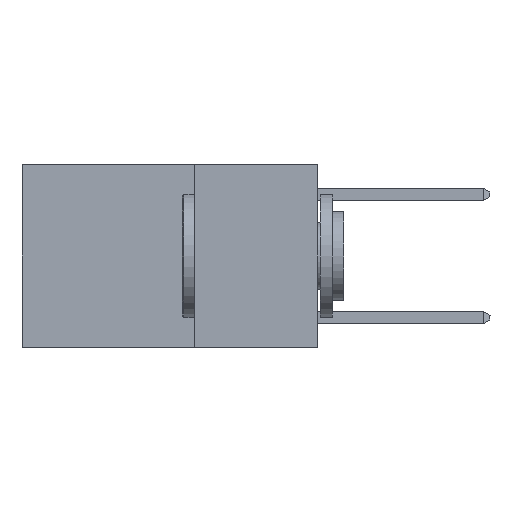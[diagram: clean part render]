
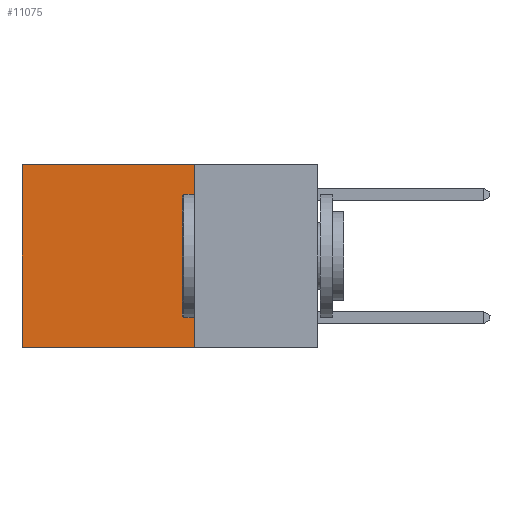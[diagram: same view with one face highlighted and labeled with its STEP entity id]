
A CAD part, left-side view. The second image highlights one B-rep face of the part: STEP entity #11075.
In plain terms, the highlighted planar face has unit normal (-1, 0, 0).
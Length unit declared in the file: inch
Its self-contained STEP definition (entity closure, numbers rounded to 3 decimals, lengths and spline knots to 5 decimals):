
#78 = VERTEX_POINT ( 'NONE', #3162 ) ;
#444 = CARTESIAN_POINT ( 'NONE',  ( 0.2625, 0.6, 0. ) ) ;
#976 = EDGE_CURVE ( 'NONE', #5380, #8763, #7682, .T. ) ;
#1032 = EDGE_CURVE ( 'NONE', #78, #5380, #14789, .T. ) ;
#1473 = VERTEX_POINT ( 'NONE', #444 ) ;
#1867 = PLANE ( 'NONE',  #5837 ) ;
#1912 = ORIENTED_EDGE ( 'NONE', *, *, #1032, .F. ) ;
#2713 = VECTOR ( 'NONE', #7452, 39.37008 ) ;
#3118 = EDGE_LOOP ( 'NONE', ( #16239, #4943, #1912, #12710 ) ) ;
#3162 = CARTESIAN_POINT ( 'NONE',  ( 0.2625, 0.25, 0. ) ) ;
#4889 = FACE_OUTER_BOUND ( 'NONE', #3118, .T. ) ;
#4930 = DIRECTION ( 'NONE',  ( 1., 0., 0. ) ) ;
#4943 = ORIENTED_EDGE ( 'NONE', *, *, #976, .F. ) ;
#5380 = VERTEX_POINT ( 'NONE', #16692 ) ;
#5454 = CARTESIAN_POINT ( 'NONE',  ( 0.2625, 0.6, -0.37 ) ) ;
#5837 = AXIS2_PLACEMENT_3D ( 'NONE', #13589, #4930, #15012 ) ;
#6705 = EDGE_CURVE ( 'NONE', #1473, #8763, #13307, .T. ) ;
#7452 = DIRECTION ( 'NONE',  ( 0., 0., -1. ) ) ;
#7682 = LINE ( 'NONE', #17572, #11908 ) ;
#7716 = DIRECTION ( 'NONE',  ( 0., 1., 0. ) ) ;
#8763 = VERTEX_POINT ( 'NONE', #5454 ) ;
#8873 = CARTESIAN_POINT ( 'NONE',  ( 0.2625, 0.25, 0. ) ) ;
#9448 = CARTESIAN_POINT ( 'NONE',  ( 0.2625, 0.6, 0. ) ) ;
#9537 = VECTOR ( 'NONE', #15129, 39.37008 ) ;
#9912 = CARTESIAN_POINT ( 'NONE',  ( 0.2625, 0.25, 0. ) ) ;
#11075 = ADVANCED_FACE ( 'NONE', ( #4889 ), #1867, .F. ) ;
#11171 = VECTOR ( 'NONE', #18353, 39.37008 ) ;
#11908 = VECTOR ( 'NONE', #7716, 39.37008 ) ;
#12710 = ORIENTED_EDGE ( 'NONE', *, *, #13434, .T. ) ;
#13307 = LINE ( 'NONE', #9448, #9537 ) ;
#13434 = EDGE_CURVE ( 'NONE', #78, #1473, #18688, .T. ) ;
#13589 = CARTESIAN_POINT ( 'NONE',  ( 0.2625, 0.25, 0. ) ) ;
#14789 = LINE ( 'NONE', #8873, #2713 ) ;
#15012 = DIRECTION ( 'NONE',  ( 0., 0., -1. ) ) ;
#15129 = DIRECTION ( 'NONE',  ( 0., 0., -1. ) ) ;
#16239 = ORIENTED_EDGE ( 'NONE', *, *, #6705, .T. ) ;
#16692 = CARTESIAN_POINT ( 'NONE',  ( 0.2625, 0.25, -0.37 ) ) ;
#17572 = CARTESIAN_POINT ( 'NONE',  ( 0.2625, 0.25, -0.37 ) ) ;
#18353 = DIRECTION ( 'NONE',  ( 0., 1., 0. ) ) ;
#18688 = LINE ( 'NONE', #9912, #11171 ) ;
